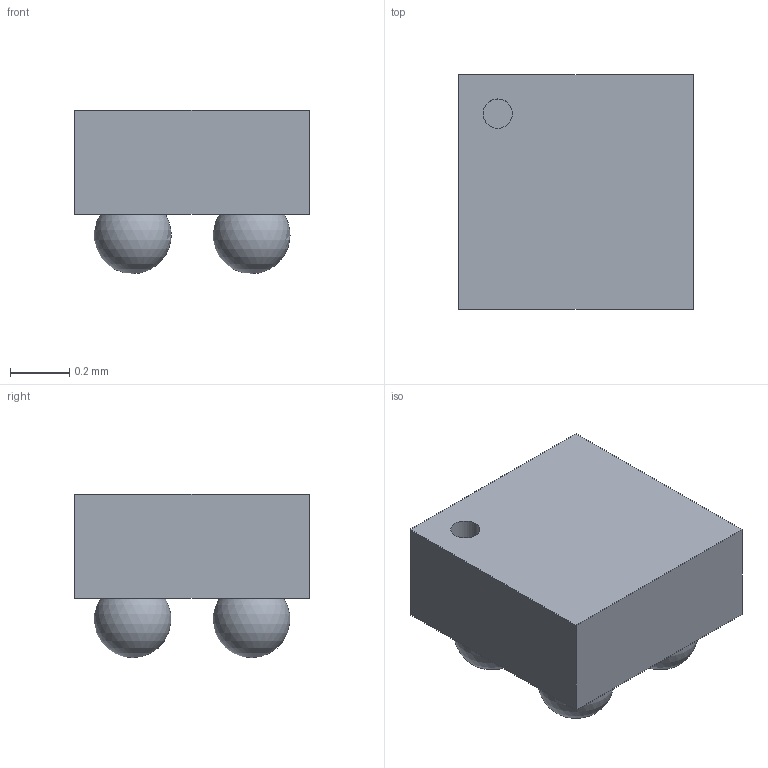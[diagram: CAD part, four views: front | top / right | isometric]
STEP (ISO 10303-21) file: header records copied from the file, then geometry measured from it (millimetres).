
FILE_DESCRIPTION(('Open CASCADE Model'),'2;1');
FILE_NAME('Open CASCADE Shape Model','2019-02-17T15:08:27',('Author'),( 'Open CASCADE'),'Open CASCADE STEP processor 6.8','Open CASCADE 6.8' ,'Unknown');
FILE_SCHEMA(('AUTOMOTIVE_DESIGN_CC2 { 1 2 10303 214 -1 1 5 4 }'));
Length unit declared in the file: millimetre
Products named in the file (5): TCK106AG,LF.step; Open CASCADE STEP translator 6.8 2.1; Body; Open CASCADE STEP translator 6.8 2.2.1; ball
Assembly tree (7 placements, depth 3):
  TCK106AG,LF.step
    Open CASCADE STEP translator 6.8 2.1
    Body
      Open CASCADE STEP translator 6.8 2.2.1
    ball  x4
Bounding box: 0.79 x 0.79 x 0.55 mm (x, y, z)
Volume: 0.3 mm3; surface area: 3.2 mm2
Topology: 5 solids, 6 shells, 13 faces, 28 edges, 19 vertices
Faces by surface type: plane 8, sphere 4, cylinder 1
Full cylindrical faces by diameter (mm): 0.099 x1
Entity records: 576 total; most frequent: DIRECTION 85, CARTESIAN_POINT 83, LINE 41, VECTOR 41, ORIENTED_EDGE 31, PCURVE 31, DEFINITIONAL_REPRESENTATION 31, AXIS2_PLACEMENT_3D 21
